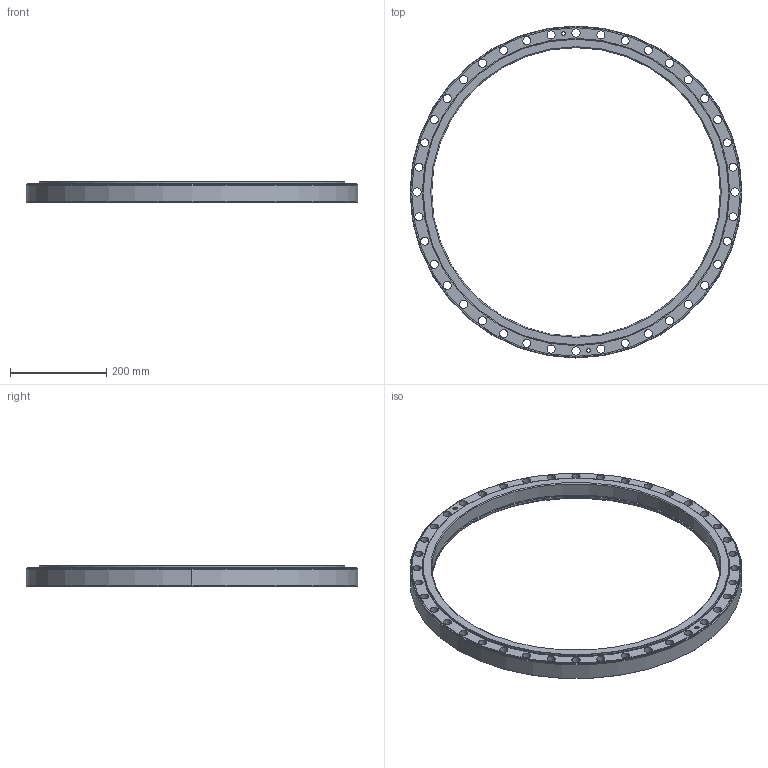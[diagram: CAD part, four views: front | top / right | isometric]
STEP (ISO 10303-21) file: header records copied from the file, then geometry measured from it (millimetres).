
FILE_DESCRIPTION (( 'STEP AP214' ), '1' );
FILE_NAME ('620FAM600.step', '2017-07-10T05:52:18', ( 'install' ), ( '' ), 'SwSTEP 2.0', 'SolidWorks 2015', '' );
FILE_SCHEMA (( 'AUTOMOTIVE_DESIGN' ));
Length unit declared in the file: millimetre
Products named in the file (1): 620FAM600
Bounding box: 690 x 690 x 43 mm (x, y, z)
Volume: 3207289.3 mm3; surface area: 433299.8 mm2
Topology: 1 solids, 1 shells, 129 faces, 342 edges, 220 vertices
Faces by surface type: cylinder 98, cone 20, plane 7, torus 4
Entity records: 4358 total; most frequent: DIRECTION 826, CARTESIAN_POINT 692, ORIENTED_EDGE 684, AXIS2_PLACEMENT_3D 354, EDGE_CURVE 342, CIRCLE 224, VERTEX_POINT 220, EDGE_LOOP 220
